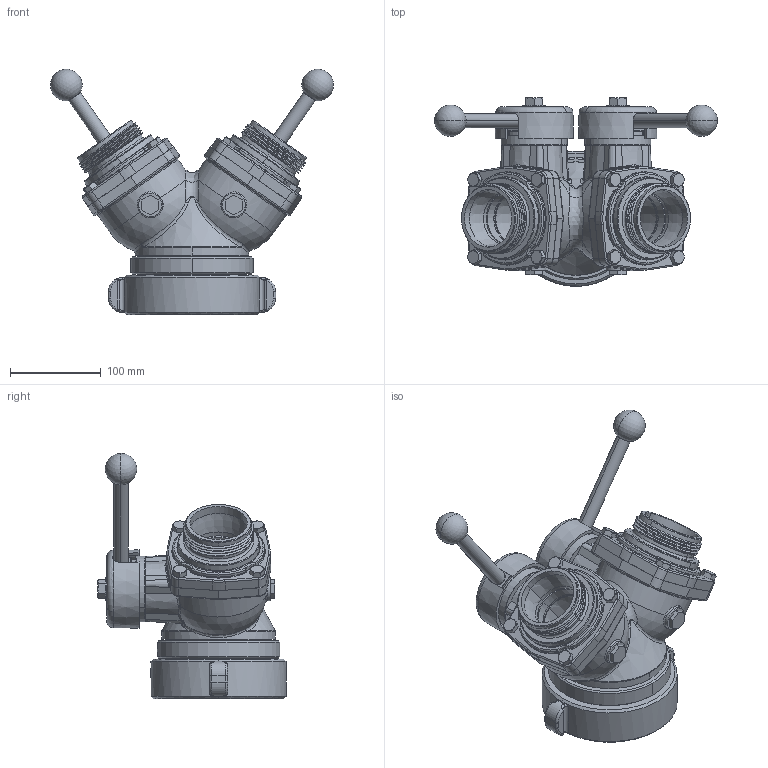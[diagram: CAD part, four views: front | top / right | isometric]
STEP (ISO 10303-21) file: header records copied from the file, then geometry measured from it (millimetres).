
FILE_DESCRIPTION((''),'2;1');
FILE_NAME('NO_BIM_ADAPTER_SW0001','2012-03-21T',('cleon'),(''),'PRO/ENGINEER BY PARAMETRIC TECHNOLOGY CORPORATION, 2011180','PRO/ENGINEER BY PARAMETRIC TECHNOLOGY CORPORATION, 2011180','');
FILE_SCHEMA(('CONFIG_CONTROL_DESIGN'));
Length unit declared in the file: inch
Products named in the file (1): NO_BIM_ADAPTER_SW0001
Bounding box: 312.27 x 207.6 x 270.85 mm (x, y, z)
Surface area: 554255.6 mm2 (no closed solid volume)
Topology: 0 solids, 122 shells, 2686 faces, 10532 edges, 7802 vertices
Faces by surface type: plane 1428, cylinder 429, bspline 232, cone 222, torus 201, extrusion 138, sphere 36
Entity records: 137404 total; most frequent: CARTESIAN_POINT 53855, ORIENTED_EDGE 16644, DIRECTION 15276, EDGE_CURVE 10514, VERTEX_POINT 7802, VECTOR 7450, LINE 7312, AXIS2_PLACEMENT_3D 3913
